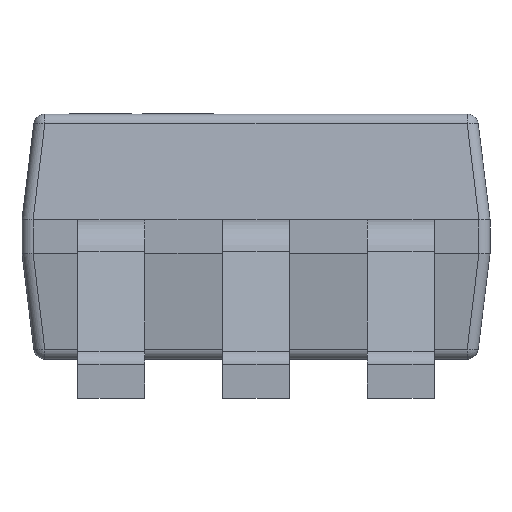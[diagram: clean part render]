
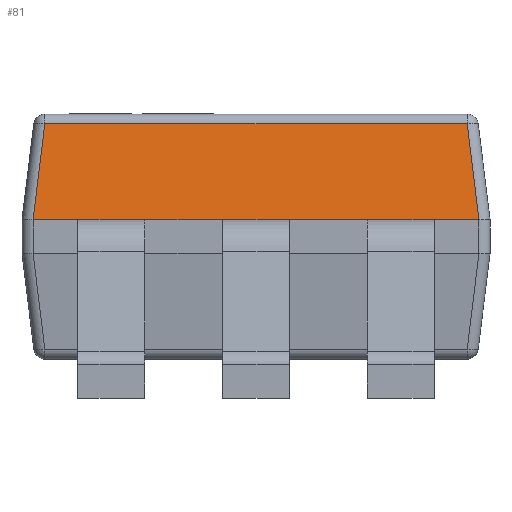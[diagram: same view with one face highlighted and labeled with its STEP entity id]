
A CAD part, front view. The second image highlights one B-rep face of the part: STEP entity #81.
In plain terms, the highlighted planar face has unit normal (0, -0.993, 0.122).
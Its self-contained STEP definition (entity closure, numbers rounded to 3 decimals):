
#81 = ADVANCED_FACE ( 'NONE', ( #4472 ), #6369, .F. ) ;
#83 =( BOUNDED_CURVE ( )  B_SPLINE_CURVE ( 3, ( #8681, #18733, #1595, #22511 ),
 .UNSPECIFIED., .F., .F. ) 
 B_SPLINE_CURVE_WITH_KNOTS ( ( 4, 4 ),
 ( 6.276, 6.283 ),
 .UNSPECIFIED. ) 
 CURVE ( )  GEOMETRIC_REPRESENTATION_ITEM ( )  RATIONAL_B_SPLINE_CURVE ( ( 1., 1., 1., 1. ) ) 
 REPRESENTATION_ITEM ( '' )  );
#265 = CARTESIAN_POINT ( 'NONE',  ( -0.928, -0.578, 1.212 ) ) ;
#343 = CARTESIAN_POINT ( 'NONE',  ( 1., -0.65, 0.625 ) ) ;
#630 = EDGE_CURVE ( 'NONE', #13845, #18192, #12271, .T. ) ;
#756 = LINE ( 'NONE', #2635, #11331 ) ;
#1240 = CARTESIAN_POINT ( 'NONE',  ( -1.05, -0.65, 0.625 ) ) ;
#1595 = CARTESIAN_POINT ( 'NONE',  ( -1., -0.65, 0.625 ) ) ;
#1645 = ORIENTED_EDGE ( 'NONE', *, *, #4625, .F. ) ;
#1730 = ORIENTED_EDGE ( 'NONE', *, *, #23580, .F. ) ;
#1910 = VERTEX_POINT ( 'NONE', #2953 ) ;
#2369 = VECTOR ( 'NONE', #5277, 1000. ) ;
#2635 = CARTESIAN_POINT ( 'NONE',  ( -0.992, -0.597, 1.056 ) ) ;
#2953 = CARTESIAN_POINT ( 'NONE',  ( 0.15, -0.65, 0.625 ) ) ;
#3137 = LINE ( 'NONE', #1240, #18750 ) ;
#4472 = FACE_OUTER_BOUND ( 'NONE', #21073, .T. ) ;
#4559 = ORIENTED_EDGE ( 'NONE', *, *, #630, .T. ) ;
#4597 = DIRECTION ( 'NONE',  ( -0.121, 0.121, 0.985 ) ) ;
#4625 = EDGE_CURVE ( 'NONE', #1910, #5425, #10306, .T. ) ;
#5043 = ORIENTED_EDGE ( 'NONE', *, *, #15594, .F. ) ;
#5277 = DIRECTION ( 'NONE',  ( -1., 0., 0. ) ) ;
#5425 = VERTEX_POINT ( 'NONE', #18074 ) ;
#5536 = DIRECTION ( 'NONE',  ( -1., 0., 0. ) ) ;
#5683 = ORIENTED_EDGE ( 'NONE', *, *, #18491, .F. ) ;
#5973 = VECTOR ( 'NONE', #23152, 1000. ) ;
#6055 = CARTESIAN_POINT ( 'NONE',  ( -1.05, -0.65, 0.625 ) ) ;
#6369 = PLANE ( 'NONE',  #10152 ) ;
#6437 = DIRECTION ( 'NONE',  ( -0.121, -0.121, -0.985 ) ) ;
#6635 = DIRECTION ( 'NONE',  ( 0., 0.993, -0.122 ) ) ;
#6853 = CARTESIAN_POINT ( 'NONE',  ( -0.8, -0.65, 0.625 ) ) ;
#7298 = EDGE_CURVE ( 'NONE', #20431, #13845, #21859, .T. ) ;
#8179 = CARTESIAN_POINT ( 'NONE',  ( 1., -0.65, 0.625 ) ) ;
#8203 = CARTESIAN_POINT ( 'NONE',  ( 0.8, -0.65, 0.625 ) ) ;
#8681 = CARTESIAN_POINT ( 'NONE',  ( -1., -0.65, 0.625 ) ) ;
#8682 = CARTESIAN_POINT ( 'NONE',  ( 0., -0.592, 1.1 ) ) ;
#8875 = LINE ( 'NONE', #24632, #2369 ) ;
#9030 = VECTOR ( 'NONE', #5536, 1000. ) ;
#9051 = EDGE_CURVE ( 'NONE', #5425, #21437, #17406, .T. ) ;
#9234 = CARTESIAN_POINT ( 'NONE',  ( -1.05, -0.65, 0.625 ) ) ;
#9668 = LINE ( 'NONE', #13618, #9030 ) ;
#9915 = CARTESIAN_POINT ( 'NONE',  ( -1., -0.65, 0.625 ) ) ;
#10152 = AXIS2_PLACEMENT_3D ( 'NONE', #8682, #6635, #22377 ) ;
#10306 = LINE ( 'NONE', #14396, #20323 ) ;
#11055 = VERTEX_POINT ( 'NONE', #8203 ) ;
#11331 = VECTOR ( 'NONE', #16703, 1000. ) ;
#12271 = LINE ( 'NONE', #12521, #12637 ) ;
#12294 = ORIENTED_EDGE ( 'NONE', *, *, #13896, .F. ) ;
#12314 = DIRECTION ( 'NONE',  ( -1., 0., 0. ) ) ;
#12521 = CARTESIAN_POINT ( 'NONE',  ( 0.928, -0.578, 1.212 ) ) ;
#12627 = VECTOR ( 'NONE', #21144, 1000. ) ;
#12637 = VECTOR ( 'NONE', #4597, 1000. ) ;
#13220 = CARTESIAN_POINT ( 'NONE',  ( -0.8, -0.65, 0.625 ) ) ;
#13348 = LINE ( 'NONE', #13220, #12627 ) ;
#13618 = CARTESIAN_POINT ( 'NONE',  ( -1.05, -0.65, 0.625 ) ) ;
#13845 = VERTEX_POINT ( 'NONE', #19744 ) ;
#13896 = EDGE_CURVE ( 'NONE', #15853, #15089, #9668, .T. ) ;
#13972 = EDGE_CURVE ( 'NONE', #17131, #15121, #20111, .T. ) ;
#14324 = CARTESIAN_POINT ( 'NONE',  ( -0.5, -0.65, 0.625 ) ) ;
#14396 = CARTESIAN_POINT ( 'NONE',  ( -0.15, -0.65, 0.625 ) ) ;
#15089 = VERTEX_POINT ( 'NONE', #9915 ) ;
#15121 = VERTEX_POINT ( 'NONE', #15955 ) ;
#15594 = EDGE_CURVE ( 'NONE', #20431, #11055, #3137, .T. ) ;
#15623 = VECTOR ( 'NONE', #6437, 1000. ) ;
#15853 = VERTEX_POINT ( 'NONE', #6853 ) ;
#15955 = CARTESIAN_POINT ( 'NONE',  ( -1., -0.65, 0.625 ) ) ;
#16256 = CARTESIAN_POINT ( 'NONE',  ( 1., -0.65, 0.625 ) ) ;
#16382 = ORIENTED_EDGE ( 'NONE', *, *, #13972, .T. ) ;
#16534 = ORIENTED_EDGE ( 'NONE', *, *, #22254, .F. ) ;
#16703 = DIRECTION ( 'NONE',  ( -1., 0., 0. ) ) ;
#17028 = DIRECTION ( 'NONE',  ( -1., 0., 0. ) ) ;
#17131 = VERTEX_POINT ( 'NONE', #17832 ) ;
#17406 = LINE ( 'NONE', #6055, #5973 ) ;
#17574 = VERTEX_POINT ( 'NONE', #19367 ) ;
#17771 = CARTESIAN_POINT ( 'NONE',  ( 0.947, -0.597, 1.056 ) ) ;
#17832 = CARTESIAN_POINT ( 'NONE',  ( -0.947, -0.597, 1.056 ) ) ;
#18074 = CARTESIAN_POINT ( 'NONE',  ( -0.15, -0.65, 0.625 ) ) ;
#18084 = CARTESIAN_POINT ( 'NONE',  ( 1., -0.65, 0.625 ) ) ;
#18090 = EDGE_CURVE ( 'NONE', #15121, #15089, #83, .T. ) ;
#18192 = VERTEX_POINT ( 'NONE', #17771 ) ;
#18491 = EDGE_CURVE ( 'NONE', #17574, #1910, #24740, .T. ) ;
#18733 = CARTESIAN_POINT ( 'NONE',  ( -1., -0.65, 0.625 ) ) ;
#18750 = VECTOR ( 'NONE', #17028, 1000. ) ;
#18932 = ORIENTED_EDGE ( 'NONE', *, *, #7298, .T. ) ;
#19367 = CARTESIAN_POINT ( 'NONE',  ( 0.5, -0.65, 0.625 ) ) ;
#19744 = CARTESIAN_POINT ( 'NONE',  ( 1., -0.65, 0.625 ) ) ;
#19963 = EDGE_CURVE ( 'NONE', #18192, #17131, #756, .T. ) ;
#20111 = LINE ( 'NONE', #265, #15623 ) ;
#20323 = VECTOR ( 'NONE', #12314, 1000. ) ;
#20431 = VERTEX_POINT ( 'NONE', #16256 ) ;
#21073 = EDGE_LOOP ( 'NONE', ( #5043, #18932, #4559, #21676, #16382, #22631, #12294, #16534, #24789, #1645, #5683, #1730 ) ) ;
#21144 = DIRECTION ( 'NONE',  ( -1., 0., 0. ) ) ;
#21437 = VERTEX_POINT ( 'NONE', #14324 ) ;
#21676 = ORIENTED_EDGE ( 'NONE', *, *, #19963, .T. ) ;
#21859 =( BOUNDED_CURVE ( )  B_SPLINE_CURVE ( 3, ( #18084, #343, #8179, #24663 ),
 .UNSPECIFIED., .F., .F. ) 
 B_SPLINE_CURVE_WITH_KNOTS ( ( 4, 4 ),
 ( 0., 0.007 ),
 .UNSPECIFIED. ) 
 CURVE ( )  GEOMETRIC_REPRESENTATION_ITEM ( )  RATIONAL_B_SPLINE_CURVE ( ( 1., 1., 1., 1. ) ) 
 REPRESENTATION_ITEM ( '' )  );
#22254 = EDGE_CURVE ( 'NONE', #21437, #15853, #13348, .T. ) ;
#22377 = DIRECTION ( 'NONE',  ( 1., 0., 0. ) ) ;
#22511 = CARTESIAN_POINT ( 'NONE',  ( -1., -0.65, 0.625 ) ) ;
#22631 = ORIENTED_EDGE ( 'NONE', *, *, #18090, .T. ) ;
#22788 = DIRECTION ( 'NONE',  ( -1., 0., 0. ) ) ;
#23152 = DIRECTION ( 'NONE',  ( -1., 0., 0. ) ) ;
#23580 = EDGE_CURVE ( 'NONE', #11055, #17574, #8875, .T. ) ;
#24521 = VECTOR ( 'NONE', #22788, 1000. ) ;
#24632 = CARTESIAN_POINT ( 'NONE',  ( 0.5, -0.65, 0.625 ) ) ;
#24663 = CARTESIAN_POINT ( 'NONE',  ( 1., -0.65, 0.625 ) ) ;
#24740 = LINE ( 'NONE', #9234, #24521 ) ;
#24789 = ORIENTED_EDGE ( 'NONE', *, *, #9051, .F. ) ;
